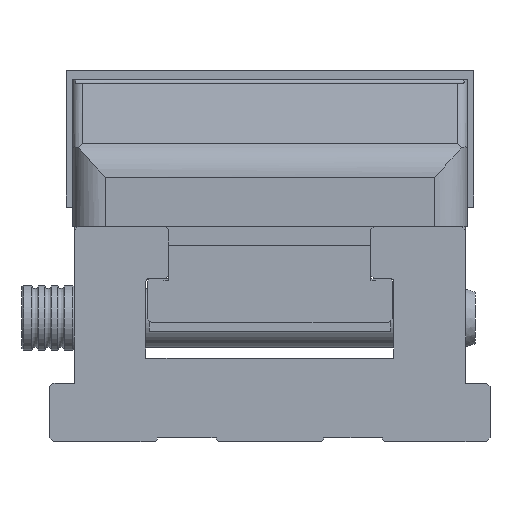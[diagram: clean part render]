
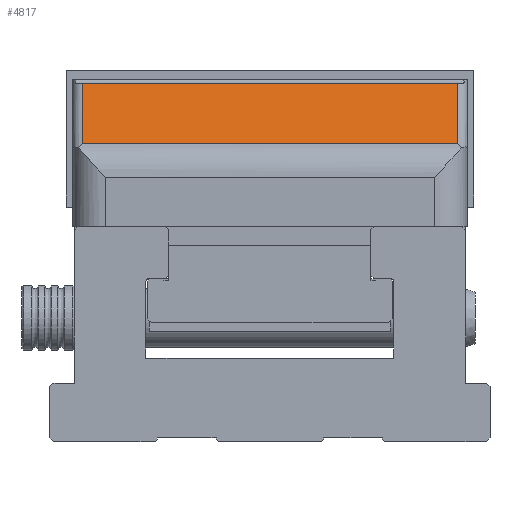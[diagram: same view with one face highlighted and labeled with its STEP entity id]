
A CAD part, left-side view. The second image highlights one B-rep face of the part: STEP entity #4817.
In plain terms, the highlighted planar face has unit normal (-0.5, 0, 0.866).
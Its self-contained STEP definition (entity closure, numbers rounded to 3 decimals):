
#4475=FACE_OUTER_BOUND('',#6626,.T.);
#4817=ADVANCED_FACE('',(#4475),#5337,.F.);
#5337=PLANE('',#13383);
#6626=EDGE_LOOP('',(#7826,#7827,#7828,#7829));
#7826=ORIENTED_EDGE('',*,*,#10815,.T.);
#7827=ORIENTED_EDGE('',*,*,#10816,.T.);
#7828=ORIENTED_EDGE('',*,*,#10775,.F.);
#7829=ORIENTED_EDGE('',*,*,#10817,.T.);
#9814=VERTEX_POINT('',#17106);
#9815=VERTEX_POINT('',#17107);
#9846=VERTEX_POINT('',#17202);
#9847=VERTEX_POINT('',#17203);
#10775=EDGE_CURVE('',#9814,#9815,#11895,.T.);
#10815=EDGE_CURVE('',#9846,#9847,#11927,.T.);
#10816=EDGE_CURVE('',#9847,#9815,#11928,.T.);
#10817=EDGE_CURVE('',#9814,#9846,#11929,.T.);
#11895=LINE('',#17105,#12650);
#11927=LINE('',#17201,#12682);
#11928=LINE('',#17204,#12683);
#11929=LINE('',#17205,#12684);
#12650=VECTOR('',#14584,1.);
#12682=VECTOR('',#14640,1.);
#12683=VECTOR('',#14641,1.);
#12684=VECTOR('',#14642,1.);
#13383=AXIS2_PLACEMENT_3D('',#17206,#14643,#14644);
#14584=DIRECTION('',(0.,-1.,0.));
#14640=DIRECTION('',(0.,-1.,0.));
#14641=DIRECTION('',(0.866,0.,0.5));
#14642=DIRECTION('',(-0.866,0.,-0.5));
#14643=DIRECTION('',(0.5,0.,-0.866));
#14644=DIRECTION('',(-0.866,0.,-0.5));
#17105=CARTESIAN_POINT('',(38.105,67.5,110.3));
#17106=CARTESIAN_POINT('',(38.105,125.,110.3));
#17107=CARTESIAN_POINT('',(38.105,10.,110.3));
#17201=CARTESIAN_POINT('',(6.,67.5,91.764));
#17202=CARTESIAN_POINT('',(6.,125.,91.764));
#17203=CARTESIAN_POINT('',(6.,10.,91.764));
#17204=CARTESIAN_POINT('',(0.,10.,88.3));
#17205=CARTESIAN_POINT('',(0.,125.,88.3));
#17206=CARTESIAN_POINT('',(0.,67.5,88.3));
